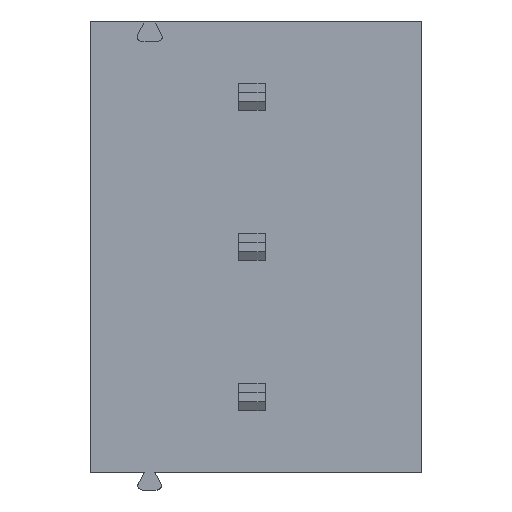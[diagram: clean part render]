
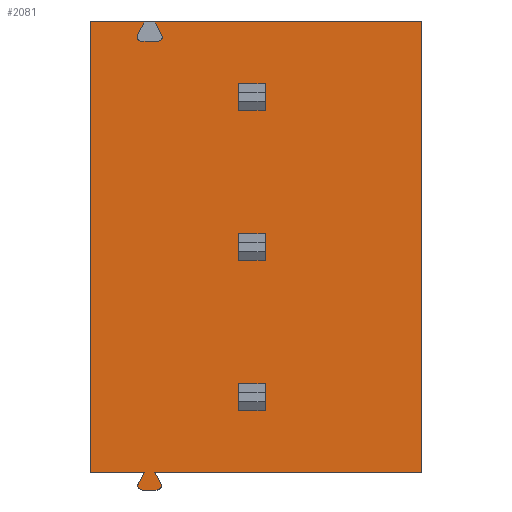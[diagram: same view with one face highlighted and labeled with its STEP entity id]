
A CAD part, front view. The second image highlights one B-rep face of the part: STEP entity #2081.
In plain terms, the highlighted planar face has unit normal (0, -1, 0).
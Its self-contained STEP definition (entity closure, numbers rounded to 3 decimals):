
#38=DIRECTION('',(1.,0.,0.));
#39=VECTOR('',#38,1.81);
#40=CARTESIAN_POINT('',(-5.46,-7.696,12.7));
#41=LINE('',#40,#39);
#85=DIRECTION('',(1.,0.,0.));
#86=VECTOR('',#85,9.01);
#87=CARTESIAN_POINT('',(-3.27,-7.696,12.7));
#88=LINE('',#87,#86);
#119=DIRECTION('',(1.,0.,0.));
#120=VECTOR('',#119,0.9);
#121=CARTESIAN_POINT('',(-0.45,-7.696,-0.45));
#122=LINE('',#121,#120);
#123=DIRECTION('',(0.,0.,1.));
#124=VECTOR('',#123,0.9);
#125=CARTESIAN_POINT('',(0.45,-7.696,-0.45));
#126=LINE('',#125,#124);
#127=DIRECTION('',(1.,0.,0.));
#128=VECTOR('',#127,0.9);
#129=CARTESIAN_POINT('',(-0.45,-7.696,0.45));
#130=LINE('',#129,#128);
#131=DIRECTION('',(0.,0.,1.));
#132=VECTOR('',#131,0.9);
#133=CARTESIAN_POINT('',(-0.45,-7.696,-0.45));
#134=LINE('',#133,#132);
#135=DIRECTION('',(1.,0.,0.));
#136=VECTOR('',#135,0.9);
#137=CARTESIAN_POINT('',(-0.45,-7.696,4.63));
#138=LINE('',#137,#136);
#139=DIRECTION('',(0.,0.,1.));
#140=VECTOR('',#139,0.9);
#141=CARTESIAN_POINT('',(0.45,-7.696,4.63));
#142=LINE('',#141,#140);
#143=DIRECTION('',(1.,0.,0.));
#144=VECTOR('',#143,0.9);
#145=CARTESIAN_POINT('',(-0.45,-7.696,5.53));
#146=LINE('',#145,#144);
#147=DIRECTION('',(0.,0.,1.));
#148=VECTOR('',#147,0.9);
#149=CARTESIAN_POINT('',(-0.45,-7.696,4.63));
#150=LINE('',#149,#148);
#151=DIRECTION('',(1.,0.,0.));
#152=VECTOR('',#151,0.9);
#153=CARTESIAN_POINT('',(-0.45,-7.696,9.71));
#154=LINE('',#153,#152);
#155=DIRECTION('',(0.,0.,1.));
#156=VECTOR('',#155,0.9);
#157=CARTESIAN_POINT('',(0.45,-7.696,9.71));
#158=LINE('',#157,#156);
#159=DIRECTION('',(1.,0.,0.));
#160=VECTOR('',#159,0.9);
#161=CARTESIAN_POINT('',(-0.45,-7.696,10.61));
#162=LINE('',#161,#160);
#163=DIRECTION('',(0.,0.,1.));
#164=VECTOR('',#163,0.9);
#165=CARTESIAN_POINT('',(-0.45,-7.696,9.71));
#166=LINE('',#165,#164);
#167=DIRECTION('',(-0.432,0.,0.902));
#168=VECTOR('',#167,0.514);
#169=CARTESIAN_POINT('',(-3.048,-7.696,12.236));
#170=LINE('',#169,#168);
#171=DIRECTION('',(-0.48,0.,0.877));
#172=VECTOR('',#171,0.431);
#173=CARTESIAN_POINT('',(-3.078,-7.696,
-2.918));
#174=LINE('',#173,#172);
#175=CARTESIAN_POINT('',(-3.21,-7.696,
-2.99));
#176=DIRECTION('',(0.,-1.,0.));
#177=DIRECTION('',(0.,0.,-1.));
#178=AXIS2_PLACEMENT_3D('',#175,#176,#177);
#180=DIRECTION('',(1.,0.,0.));
#181=VECTOR('',#180,0.5);
#182=CARTESIAN_POINT('',(-3.71,-7.696,
-3.14));
#183=LINE('',#182,#181);
#184=CARTESIAN_POINT('',(-3.71,-7.696,
-2.99));
#185=DIRECTION('',(0.,-1.,0.));
#186=DIRECTION('',(-0.877,0.,0.48));
#187=AXIS2_PLACEMENT_3D('',#184,#185,#186);
#189=DIRECTION('',(-0.48,0.,-0.877));
#190=VECTOR('',#189,0.431);
#191=CARTESIAN_POINT('',(-3.635,-7.696,-2.54));
#192=LINE('',#191,#190);
#193=DIRECTION('',(0.,0.,-1.));
#194=VECTOR('',#193,15.24);
#195=CARTESIAN_POINT('',(-5.46,-7.696,12.7));
#196=LINE('',#195,#194);
#197=DIRECTION('',(-0.432,0.,-0.902));
#198=VECTOR('',#197,0.514);
#199=CARTESIAN_POINT('',(-3.65,-7.696,12.7));
#200=LINE('',#199,#198);
#201=CARTESIAN_POINT('',(-3.755,-7.696,12.18));
#202=DIRECTION('',(0.,-1.,0.));
#203=DIRECTION('',(-0.902,0.,0.432));
#204=AXIS2_PLACEMENT_3D('',#201,#202,#203);
#206=DIRECTION('',(1.,0.,0.));
#207=VECTOR('',#206,0.59);
#208=CARTESIAN_POINT('',(-3.755,-7.696,12.05));
#209=LINE('',#208,#207);
#210=CARTESIAN_POINT('',(-3.165,-7.696,12.18));
#211=DIRECTION('',(0.,-1.,0.));
#212=DIRECTION('',(0.,0.,-1.));
#213=AXIS2_PLACEMENT_3D('',#210,#211,#212);
#383=DIRECTION('',(0.,0.,-1.));
#384=VECTOR('',#383,15.24);
#385=CARTESIAN_POINT('',(5.74,-7.696,12.7));
#386=LINE('',#385,#384);
#537=DIRECTION('',(1.,0.,0.));
#538=VECTOR('',#537,9.025);
#539=CARTESIAN_POINT('',(-3.285,-7.696,-2.54));
#540=LINE('',#539,#538);
#584=DIRECTION('',(1.,0.,0.));
#585=VECTOR('',#584,1.825);
#586=CARTESIAN_POINT('',(-5.46,-7.696,-2.54));
#587=LINE('',#586,#585);
#1510=CARTESIAN_POINT('',(5.74,-7.696,12.7));
#1512=VERTEX_POINT('',#1510);
#1530=CARTESIAN_POINT('',(-5.46,-7.696,12.7));
#1531=VERTEX_POINT('',#1530);
#1532=CARTESIAN_POINT('',(5.74,-7.696,-2.54));
#1534=VERTEX_POINT('',#1532);
#1552=CARTESIAN_POINT('',(-5.46,-7.696,-2.54));
#1553=VERTEX_POINT('',#1552);
#1568=CARTESIAN_POINT('',(-3.71,-7.696,
-3.14));
#1569=CARTESIAN_POINT('',(-3.21,-7.696,
-3.14));
#1570=VERTEX_POINT('',#1568);
#1571=VERTEX_POINT('',#1569);
#1572=CARTESIAN_POINT('',(-3.078,-7.696,
-2.918));
#1573=VERTEX_POINT('',#1572);
#1574=CARTESIAN_POINT('',(-3.842,-7.696,
-2.918));
#1575=VERTEX_POINT('',#1574);
#1576=CARTESIAN_POINT('',(-3.635,-7.696,-2.54));
#1577=VERTEX_POINT('',#1576);
#1578=CARTESIAN_POINT('',(-3.285,-7.696,-2.54));
#1579=VERTEX_POINT('',#1578);
#1616=CARTESIAN_POINT('',(-3.27,-7.696,12.7));
#1617=VERTEX_POINT('',#1616);
#1618=CARTESIAN_POINT('',(-3.65,-7.696,12.7));
#1619=VERTEX_POINT('',#1618);
#1620=CARTESIAN_POINT('',(-3.048,-7.696,
12.236));
#1621=VERTEX_POINT('',#1620);
#1622=CARTESIAN_POINT('',(-3.872,-7.696,
12.236));
#1623=VERTEX_POINT('',#1622);
#1624=CARTESIAN_POINT('',(-3.755,-7.696,12.05));
#1625=VERTEX_POINT('',#1624);
#1626=CARTESIAN_POINT('',(-3.165,-7.696,12.05));
#1627=VERTEX_POINT('',#1626);
#1628=CARTESIAN_POINT('',(-0.45,-7.696,-0.45));
#1629=CARTESIAN_POINT('',(0.45,-7.696,-0.45));
#1630=VERTEX_POINT('',#1628);
#1631=VERTEX_POINT('',#1629);
#1632=CARTESIAN_POINT('',(-0.45,-7.696,0.45));
#1633=CARTESIAN_POINT('',(0.45,-7.696,0.45));
#1634=VERTEX_POINT('',#1632);
#1635=VERTEX_POINT('',#1633);
#1792=CARTESIAN_POINT('',(-0.45,-7.696,4.63));
#1793=CARTESIAN_POINT('',(0.45,-7.696,4.63));
#1794=VERTEX_POINT('',#1792);
#1795=VERTEX_POINT('',#1793);
#1796=CARTESIAN_POINT('',(-0.45,-7.696,5.53));
#1797=CARTESIAN_POINT('',(0.45,-7.696,5.53));
#1798=VERTEX_POINT('',#1796);
#1799=VERTEX_POINT('',#1797);
#1898=CARTESIAN_POINT('',(-0.45,-7.696,9.71));
#1899=CARTESIAN_POINT('',(0.45,-7.696,9.71));
#1900=VERTEX_POINT('',#1898);
#1901=VERTEX_POINT('',#1899);
#1902=CARTESIAN_POINT('',(-0.45,-7.696,10.61));
#1903=CARTESIAN_POINT('',(0.45,-7.696,10.61));
#1904=VERTEX_POINT('',#1902);
#1905=VERTEX_POINT('',#1903);
#2015=CARTESIAN_POINT('',(-5.46,-7.696,12.7));
#2016=DIRECTION('',(0.,-1.,0.));
#2017=DIRECTION('',(1.,0.,0.));
#2018=AXIS2_PLACEMENT_3D('',#2015,#2016,#2017);
#2019=PLANE('',#2018);
#2020=ORIENTED_EDGE('',*,*,#2007,.T.);
#2021=ORIENTED_EDGE('',*,*,#1975,.T.);
#2023=ORIENTED_EDGE('',*,*,#2022,.T.);
#2025=ORIENTED_EDGE('',*,*,#2024,.F.);
#2027=ORIENTED_EDGE('',*,*,#2026,.F.);
#2029=ORIENTED_EDGE('',*,*,#2028,.F.);
#2031=ORIENTED_EDGE('',*,*,#2030,.F.);
#2033=ORIENTED_EDGE('',*,*,#2032,.F.);
#2035=ORIENTED_EDGE('',*,*,#2034,.F.);
#2037=ORIENTED_EDGE('',*,*,#2036,.F.);
#2039=ORIENTED_EDGE('',*,*,#2038,.F.);
#2040=ORIENTED_EDGE('',*,*,#1953,.T.);
#2042=ORIENTED_EDGE('',*,*,#2041,.T.);
#2044=ORIENTED_EDGE('',*,*,#2043,.T.);
#2046=ORIENTED_EDGE('',*,*,#2045,.T.);
#2048=ORIENTED_EDGE('',*,*,#2047,.T.);
#2049=EDGE_LOOP('',(#2020,#2021,#2023,#2025,#2027,#2029,#2031,#2033,#2035,#2037,
#2039,#2040,#2042,#2044,#2046,#2048));
#2050=FACE_OUTER_BOUND('',#2049,.F.);
#2052=ORIENTED_EDGE('',*,*,#2051,.T.);
#2054=ORIENTED_EDGE('',*,*,#2053,.T.);
#2056=ORIENTED_EDGE('',*,*,#2055,.F.);
#2058=ORIENTED_EDGE('',*,*,#2057,.F.);
#2059=EDGE_LOOP('',(#2052,#2054,#2056,#2058));
#2060=FACE_BOUND('',#2059,.F.);
#2062=ORIENTED_EDGE('',*,*,#2061,.T.);
#2064=ORIENTED_EDGE('',*,*,#2063,.T.);
#2066=ORIENTED_EDGE('',*,*,#2065,.F.);
#2068=ORIENTED_EDGE('',*,*,#2067,.F.);
#2069=EDGE_LOOP('',(#2062,#2064,#2066,#2068));
#2070=FACE_BOUND('',#2069,.F.);
#2072=ORIENTED_EDGE('',*,*,#2071,.T.);
#2074=ORIENTED_EDGE('',*,*,#2073,.T.);
#2076=ORIENTED_EDGE('',*,*,#2075,.F.);
#2078=ORIENTED_EDGE('',*,*,#2077,.F.);
#2079=EDGE_LOOP('',(#2072,#2074,#2076,#2078));
#2080=FACE_BOUND('',#2079,.F.);
#179=CIRCLE('',#178,0.15);
#188=CIRCLE('',#187,0.15);
#205=CIRCLE('',#204,0.13);
#214=CIRCLE('',#213,0.13);
#1953=EDGE_CURVE('',#1531,#1619,#41,.T.);
#1975=EDGE_CURVE('',#1617,#1512,#88,.T.);
#2007=EDGE_CURVE('',#1621,#1617,#170,.T.);
#2022=EDGE_CURVE('',#1512,#1534,#386,.T.);
#2024=EDGE_CURVE('',#1579,#1534,#540,.T.);
#2026=EDGE_CURVE('',#1573,#1579,#174,.T.);
#2028=EDGE_CURVE('',#1571,#1573,#179,.T.);
#2030=EDGE_CURVE('',#1570,#1571,#183,.T.);
#2032=EDGE_CURVE('',#1575,#1570,#188,.T.);
#2034=EDGE_CURVE('',#1577,#1575,#192,.T.);
#2036=EDGE_CURVE('',#1553,#1577,#587,.T.);
#2038=EDGE_CURVE('',#1531,#1553,#196,.T.);
#2041=EDGE_CURVE('',#1619,#1623,#200,.T.);
#2043=EDGE_CURVE('',#1623,#1625,#205,.T.);
#2045=EDGE_CURVE('',#1625,#1627,#209,.T.);
#2047=EDGE_CURVE('',#1627,#1621,#214,.T.);
#2051=EDGE_CURVE('',#1794,#1795,#138,.T.);
#2053=EDGE_CURVE('',#1795,#1799,#142,.T.);
#2055=EDGE_CURVE('',#1798,#1799,#146,.T.);
#2057=EDGE_CURVE('',#1794,#1798,#150,.T.);
#2061=EDGE_CURVE('',#1900,#1901,#154,.T.);
#2063=EDGE_CURVE('',#1901,#1905,#158,.T.);
#2065=EDGE_CURVE('',#1904,#1905,#162,.T.);
#2067=EDGE_CURVE('',#1900,#1904,#166,.T.);
#2071=EDGE_CURVE('',#1630,#1631,#122,.T.);
#2073=EDGE_CURVE('',#1631,#1635,#126,.T.);
#2075=EDGE_CURVE('',#1634,#1635,#130,.T.);
#2077=EDGE_CURVE('',#1630,#1634,#134,.T.);
#2081=ADVANCED_FACE('',(#2050,#2060,#2070,#2080),#2019,.T.);
